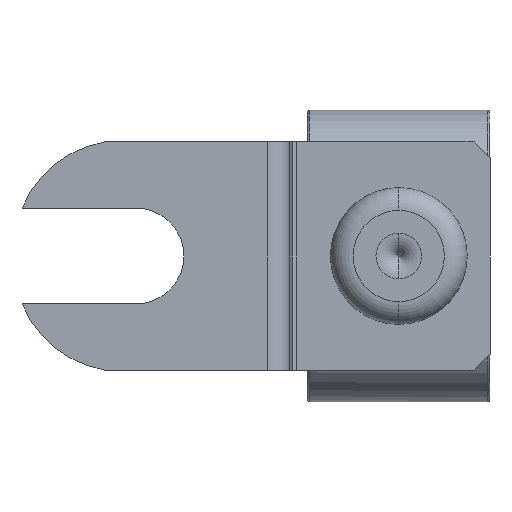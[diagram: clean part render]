
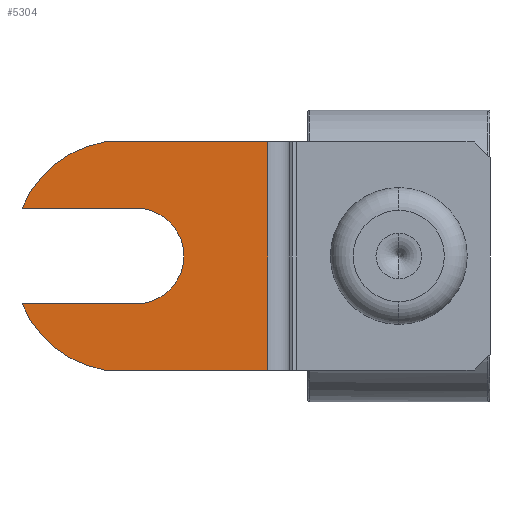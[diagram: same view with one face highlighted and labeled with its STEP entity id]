
A CAD part, front view. The second image highlights one B-rep face of the part: STEP entity #5304.
In plain terms, the highlighted planar face has unit normal (0, -1, 0).
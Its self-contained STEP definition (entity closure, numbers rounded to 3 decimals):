
#35 = CARTESIAN_POINT ( 'NONE',  ( 5., 0., -5. ) ) ;
#91 = ORIENTED_EDGE ( 'NONE', *, *, #3491, .F. ) ;
#213 = LINE ( 'NONE', #5784, #935 ) ;
#248 = DIRECTION ( 'NONE',  ( 1., 0., 0. ) ) ;
#282 = EDGE_CURVE ( 'NONE', #3586, #4164, #533, .T. ) ;
#533 = LINE ( 'NONE', #6096, #1471 ) ;
#601 = DIRECTION ( 'NONE',  ( 0., 0., -1. ) ) ;
#727 = CARTESIAN_POINT ( 'NONE',  ( 0., 0., -7.1 ) ) ;
#935 = VECTOR ( 'NONE', #6275, 1000. ) ;
#975 = CIRCLE ( 'NONE', #4266, 4.8 ) ;
#1072 = EDGE_CURVE ( 'NONE', #3564, #5881, #6306, .T. ) ;
#1094 = EDGE_CURVE ( 'NONE', #5881, #1751, #5818, .T. ) ;
#1095 = VERTEX_POINT ( 'NONE', #6242 ) ;
#1103 = DIRECTION ( 'NONE',  ( 0., 0., -1. ) ) ;
#1167 = EDGE_CURVE ( 'NONE', #2576, #5694, #213, .T. ) ;
#1248 = CIRCLE ( 'NONE', #3156, 2.1 ) ;
#1271 = CARTESIAN_POINT ( 'NONE',  ( 10.781, 0., -10. ) ) ;
#1332 = EDGE_CURVE ( 'NONE', #4164, #2576, #1248, .T. ) ;
#1380 = CARTESIAN_POINT ( 'NONE',  ( 0., 0., -2.9 ) ) ;
#1468 = VECTOR ( 'NONE', #248, 1000. ) ;
#1471 = VECTOR ( 'NONE', #1619, 1000. ) ;
#1590 = LINE ( 'NONE', #3608, #4152 ) ;
#1595 = CARTESIAN_POINT ( 'NONE',  ( 4.438, 0., -4.728 ) ) ;
#1619 = DIRECTION ( 'NONE',  ( 1., 0., 0. ) ) ;
#1650 = DIRECTION ( 'NONE',  ( 0., 1., 0. ) ) ;
#1731 = CARTESIAN_POINT ( 'NONE',  ( 0., 0., -10. ) ) ;
#1751 = VERTEX_POINT ( 'NONE', #3352 ) ;
#1952 = PLANE ( 'NONE',  #5411 ) ;
#1983 = DIRECTION ( 'NONE',  ( 0., -1., 0. ) ) ;
#2027 = DIRECTION ( 'NONE',  ( 0., -1., 0. ) ) ;
#2124 = ORIENTED_EDGE ( 'NONE', *, *, #1072, .T. ) ;
#2246 = EDGE_LOOP ( 'NONE', ( #3401, #2124, #4945, #91, #6317, #2540, #5205, #6404 ) ) ;
#2500 = DIRECTION ( 'NONE',  ( 0., 1., 0. ) ) ;
#2540 = ORIENTED_EDGE ( 'NONE', *, *, #1167, .F. ) ;
#2544 = FACE_OUTER_BOUND ( 'NONE', #2246, .T. ) ;
#2576 = VERTEX_POINT ( 'NONE', #4612 ) ;
#2667 = EDGE_CURVE ( 'NONE', #5694, #1095, #4401, .T. ) ;
#2730 = VECTOR ( 'NONE', #5326, 1000. ) ;
#2804 = CARTESIAN_POINT ( 'NONE',  ( 3.61, 0., -10. ) ) ;
#2934 = CARTESIAN_POINT ( 'NONE',  ( 4.438, 0., -5.272 ) ) ;
#2983 = DIRECTION ( 'NONE',  ( 0., 0., -1. ) ) ;
#3080 = CARTESIAN_POINT ( 'NONE',  ( 5., 0., -7.1 ) ) ;
#3156 = AXIS2_PLACEMENT_3D ( 'NONE', #35, #2027, #1103 ) ;
#3352 = CARTESIAN_POINT ( 'NONE',  ( 10.781, 0., 0. ) ) ;
#3401 = ORIENTED_EDGE ( 'NONE', *, *, #3646, .F. ) ;
#3491 = EDGE_CURVE ( 'NONE', #1095, #1751, #1590, .T. ) ;
#3551 = AXIS2_PLACEMENT_3D ( 'NONE', #1595, #1650, #601 ) ;
#3564 = VERTEX_POINT ( 'NONE', #2804 ) ;
#3586 = VERTEX_POINT ( 'NONE', #727 ) ;
#3608 = CARTESIAN_POINT ( 'NONE',  ( 9.627, 0., 0. ) ) ;
#3646 = EDGE_CURVE ( 'NONE', #3564, #3586, #975, .T. ) ;
#4152 = VECTOR ( 'NONE', #5638, 1000. ) ;
#4164 = VERTEX_POINT ( 'NONE', #3080 ) ;
#4266 = AXIS2_PLACEMENT_3D ( 'NONE', #2934, #2500, #6027 ) ;
#4401 = CIRCLE ( 'NONE', #3551, 4.8 ) ;
#4612 = CARTESIAN_POINT ( 'NONE',  ( 5., 0., -2.9 ) ) ;
#4945 = ORIENTED_EDGE ( 'NONE', *, *, #1094, .T. ) ;
#5205 = ORIENTED_EDGE ( 'NONE', *, *, #1332, .F. ) ;
#5304 = ADVANCED_FACE ( 'NONE', ( #2544 ), #1952, .T. ) ;
#5326 = DIRECTION ( 'NONE',  ( 0., 0., 1. ) ) ;
#5411 = AXIS2_PLACEMENT_3D ( 'NONE', #5579, #1983, #2983 ) ;
#5579 = CARTESIAN_POINT ( 'NONE',  ( 9.627, 0., -10. ) ) ;
#5638 = DIRECTION ( 'NONE',  ( 1., 0., 0. ) ) ;
#5694 = VERTEX_POINT ( 'NONE', #1380 ) ;
#5784 = CARTESIAN_POINT ( 'NONE',  ( 9.627, 0., -2.9 ) ) ;
#5818 = LINE ( 'NONE', #1271, #2730 ) ;
#5881 = VERTEX_POINT ( 'NONE', #6394 ) ;
#6027 = DIRECTION ( 'NONE',  ( 0., 0., -1. ) ) ;
#6096 = CARTESIAN_POINT ( 'NONE',  ( 9.627, 0., -7.1 ) ) ;
#6242 = CARTESIAN_POINT ( 'NONE',  ( 3.61, 0., 0. ) ) ;
#6275 = DIRECTION ( 'NONE',  ( -1., 0., 0. ) ) ;
#6306 = LINE ( 'NONE', #1731, #1468 ) ;
#6317 = ORIENTED_EDGE ( 'NONE', *, *, #2667, .F. ) ;
#6394 = CARTESIAN_POINT ( 'NONE',  ( 10.781, 0., -10. ) ) ;
#6404 = ORIENTED_EDGE ( 'NONE', *, *, #282, .F. ) ;
